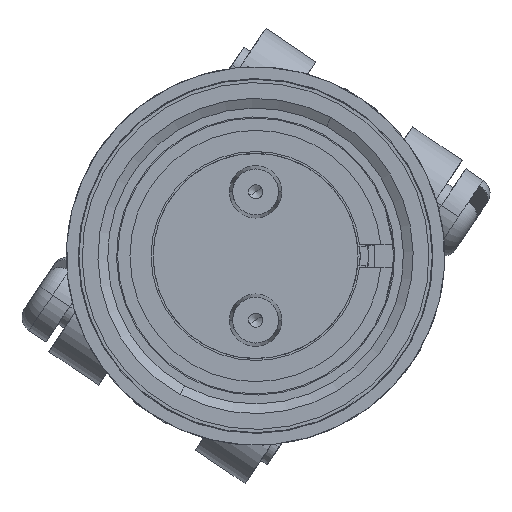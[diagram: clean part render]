
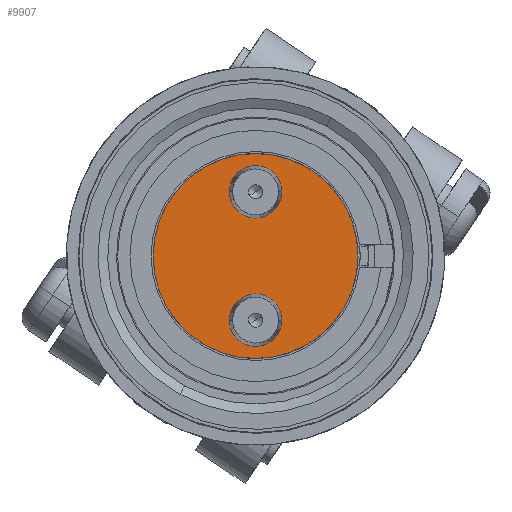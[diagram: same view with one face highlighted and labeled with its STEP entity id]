
A CAD part, front view. The second image highlights one B-rep face of the part: STEP entity #9907.
In plain terms, the highlighted planar face has unit normal (0, -1, 0).
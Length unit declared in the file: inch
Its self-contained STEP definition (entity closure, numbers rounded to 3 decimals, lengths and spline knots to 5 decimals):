
#487 = EDGE_LOOP ( 'NONE', ( #11387, #11386 ) ) ;
#500 = EDGE_LOOP ( 'NONE', ( #11391, #11390 ) ) ;
#950 = CIRCLE ( 'NONE', #2114, 0.325 ) ;
#955 = CIRCLE ( 'NONE', #2116, 0.083 ) ;
#986 = CIRCLE ( 'NONE', #2127, 0.083 ) ;
#1522 = AXIS2_PLACEMENT_3D ( 'NONE', #13584, #13585, #13587 ) ;
#1523 = AXIS2_PLACEMENT_3D ( 'NONE', #13590, #13592, #13594 ) ;
#1524 = AXIS2_PLACEMENT_3D ( 'NONE', #13597, #13599, #13601 ) ;
#1683 = EDGE_CURVE ( 'NONE', #19930, #20215, #950, .T. ) ;
#1687 = EDGE_CURVE ( 'NONE', #20019, #20275, #955, .T. ) ;
#1708 = EDGE_CURVE ( 'NONE', #20175, #19981, #986, .T. ) ;
#2114 = AXIS2_PLACEMENT_3D ( 'NONE', #12770, #12769, #12768 ) ;
#2116 = AXIS2_PLACEMENT_3D ( 'NONE', #12761, #12760, #12759 ) ;
#2127 = AXIS2_PLACEMENT_3D ( 'NONE', #12860, #12859, #12858 ) ;
#3362 = CIRCLE ( 'NONE', #1522, 0.083 ) ;
#3367 = CIRCLE ( 'NONE', #1523, 0.325 ) ;
#3370 = CIRCLE ( 'NONE', #1524, 0.083 ) ;
#8153 = EDGE_LOOP ( 'NONE', ( #11389, #11388 ) ) ;
#9907 = ADVANCED_FACE ( 'NONE', ( #20059, #20075, #20067 ), #15317, .F. ) ;
#11386 = ORIENTED_EDGE ( 'NONE', *, *, #1708, .F. ) ;
#11387 = ORIENTED_EDGE ( 'NONE', *, *, #15168, .F. ) ;
#11388 = ORIENTED_EDGE ( 'NONE', *, *, #15169, .T. ) ;
#11389 = ORIENTED_EDGE ( 'NONE', *, *, #1683, .T. ) ;
#11390 = ORIENTED_EDGE ( 'NONE', *, *, #1687, .F. ) ;
#11391 = ORIENTED_EDGE ( 'NONE', *, *, #15170, .F. ) ;
#12759 = DIRECTION ( 'NONE',  ( 0., 0., 1. ) ) ;
#12760 = DIRECTION ( 'NONE',  ( 0., -1., 0. ) ) ;
#12761 = CARTESIAN_POINT ( 'NONE',  ( 0.2035, 0., 0. ) ) ;
#12768 = DIRECTION ( 'NONE',  ( 0., 0., -1. ) ) ;
#12769 = DIRECTION ( 'NONE',  ( 0., -1., 0. ) ) ;
#12770 = CARTESIAN_POINT ( 'NONE',  ( 0., 0., 0. ) ) ;
#12858 = DIRECTION ( 'NONE',  ( 0., 0., 1. ) ) ;
#12859 = DIRECTION ( 'NONE',  ( 0., -1., 0. ) ) ;
#12860 = CARTESIAN_POINT ( 'NONE',  ( -0.2035, 0., 0. ) ) ;
#13584 = CARTESIAN_POINT ( 'NONE',  ( -0.2035, 0., 0. ) ) ;
#13585 = DIRECTION ( 'NONE',  ( 0., -1., 0. ) ) ;
#13587 = DIRECTION ( 'NONE',  ( 0., 0., 1. ) ) ;
#13590 = CARTESIAN_POINT ( 'NONE',  ( 0., 0., 0. ) ) ;
#13592 = DIRECTION ( 'NONE',  ( 0., -1., 0. ) ) ;
#13594 = DIRECTION ( 'NONE',  ( 0., 0., -1. ) ) ;
#13597 = CARTESIAN_POINT ( 'NONE',  ( 0.2035, 0., 0. ) ) ;
#13599 = DIRECTION ( 'NONE',  ( 0., -1., 0. ) ) ;
#13601 = DIRECTION ( 'NONE',  ( 0., 0., 1. ) ) ;
#15168 = EDGE_CURVE ( 'NONE', #19981, #20175, #3362, .T. ) ;
#15169 = EDGE_CURVE ( 'NONE', #20215, #19930, #3367, .T. ) ;
#15170 = EDGE_CURVE ( 'NONE', #20275, #20019, #3370, .T. ) ;
#15313 = DIRECTION ( 'NONE',  ( 0., 1., 0. ) ) ;
#15315 = CARTESIAN_POINT ( 'NONE',  ( 0., 0., 0. ) ) ;
#15317 = PLANE ( 'NONE',  #16444 ) ;
#15319 = DIRECTION ( 'NONE',  ( 0., 0., 1. ) ) ;
#16444 = AXIS2_PLACEMENT_3D ( 'NONE', #15315, #15313, #15319 ) ;
#17204 = CARTESIAN_POINT ( 'NONE',  ( 0., 0., -0.325 ) ) ;
#17226 = CARTESIAN_POINT ( 'NONE',  ( -0.2035, 0., 0.083 ) ) ;
#17245 = CARTESIAN_POINT ( 'NONE',  ( 0.2035, 0., 0.083 ) ) ;
#17317 = CARTESIAN_POINT ( 'NONE',  ( -0.2035, 0., -0.083 ) ) ;
#17337 = CARTESIAN_POINT ( 'NONE',  ( 0., 0., 0.325 ) ) ;
#17367 = CARTESIAN_POINT ( 'NONE',  ( 0.2035, 0., -0.083 ) ) ;
#19930 = VERTEX_POINT ( 'NONE', #17204 ) ;
#19981 = VERTEX_POINT ( 'NONE', #17226 ) ;
#20019 = VERTEX_POINT ( 'NONE', #17245 ) ;
#20059 = FACE_BOUND ( 'NONE', #500, .T. ) ;
#20067 = FACE_BOUND ( 'NONE', #487, .T. ) ;
#20075 = FACE_OUTER_BOUND ( 'NONE', #8153, .T. ) ;
#20175 = VERTEX_POINT ( 'NONE', #17317 ) ;
#20215 = VERTEX_POINT ( 'NONE', #17337 ) ;
#20275 = VERTEX_POINT ( 'NONE', #17367 ) ;
